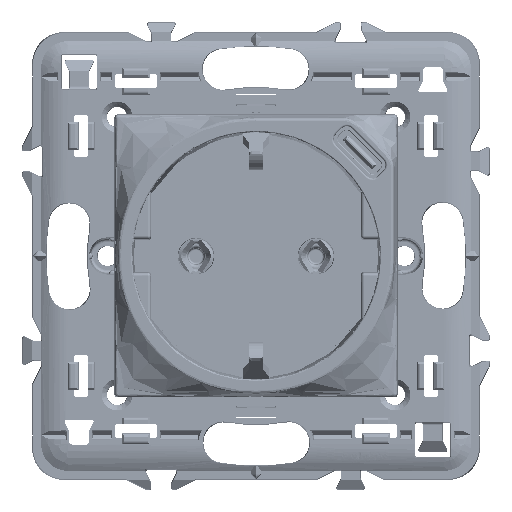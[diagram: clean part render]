
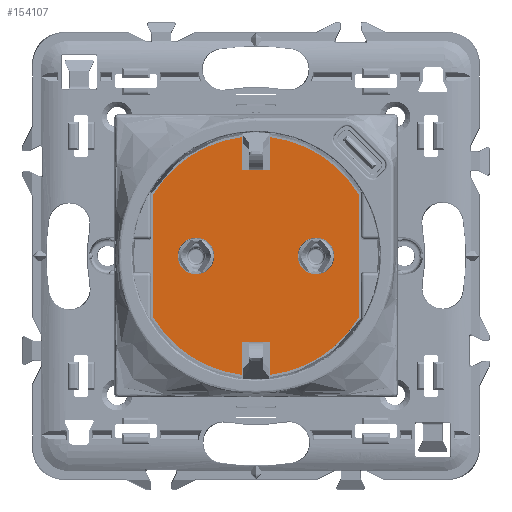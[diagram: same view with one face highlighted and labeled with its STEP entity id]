
A CAD part, top view. The second image highlights one B-rep face of the part: STEP entity #154107.
In plain terms, the highlighted planar face has unit normal (0, 0, 1).
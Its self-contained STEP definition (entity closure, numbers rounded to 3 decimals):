
#153647=AXIS2_PLACEMENT_3D('Circle Axis2P3D',#153645,#153646,$) ;
#153766=AXIS2_PLACEMENT_3D('Circle Axis2P3D',#153764,#153765,$) ;
#153828=AXIS2_PLACEMENT_3D('Circle Axis2P3D',#153826,#153827,$) ;
#153928=AXIS2_PLACEMENT_3D('Circle Axis2P3D',#153926,#153927,$) ;
#153945=AXIS2_PLACEMENT_3D('Circle Axis2P3D',#153943,#153944,$) ;
#153980=AXIS2_PLACEMENT_3D('Circle Axis2P3D',#153978,#153979,$) ;
#154002=AXIS2_PLACEMENT_3D('Circle Axis2P3D',#154000,#154001,$) ;
#154037=AXIS2_PLACEMENT_3D('Circle Axis2P3D',#154035,#154036,$) ;
#154083=AXIS2_PLACEMENT_3D('Plane Axis2P3D',#154080,#154081,#154082) ;
#153597=CARTESIAN_POINT('Vertex',(-16.25,9.749,0.3)) ;
#153611=CARTESIAN_POINT('Vertex',(-16.25,-9.749,0.3)) ;
#153614=CARTESIAN_POINT('Line Origine',(-16.25,0.,0.3)) ;
#153642=CARTESIAN_POINT('Vertex',(-2.25,-18.816,0.3)) ;
#153645=CARTESIAN_POINT('Axis2P3D Location',(0.,0.,0.3)) ;
#153673=CARTESIAN_POINT('Vertex',(-2.25,-13.6,0.3)) ;
#153676=CARTESIAN_POINT('Line Origine',(-2.25,-16.208,0.3)) ;
#153704=CARTESIAN_POINT('Vertex',(2.25,-13.6,0.3)) ;
#153707=CARTESIAN_POINT('Line Origine',(0.,-13.6,0.3)) ;
#153735=CARTESIAN_POINT('Vertex',(2.25,-18.816,0.3)) ;
#153738=CARTESIAN_POINT('Line Origine',(2.25,-16.208,0.3)) ;
#153761=CARTESIAN_POINT('Vertex',(16.25,-9.749,0.3)) ;
#153764=CARTESIAN_POINT('Axis2P3D Location',(0.,0.,0.3)) ;
#153792=CARTESIAN_POINT('Vertex',(16.25,9.749,0.3)) ;
#153795=CARTESIAN_POINT('Line Origine',(16.25,0.,0.3)) ;
#153823=CARTESIAN_POINT('Vertex',(2.25,18.816,0.3)) ;
#153826=CARTESIAN_POINT('Axis2P3D Location',(0.,0.,0.3)) ;
#153849=CARTESIAN_POINT('Vertex',(2.25,13.6,0.3)) ;
#153852=CARTESIAN_POINT('Line Origine',(2.25,16.208,0.3)) ;
#153880=CARTESIAN_POINT('Vertex',(-2.25,13.6,0.3)) ;
#153883=CARTESIAN_POINT('Line Origine',(0.,13.6,0.3)) ;
#153906=CARTESIAN_POINT('Vertex',(-2.25,18.816,0.3)) ;
#153909=CARTESIAN_POINT('Line Origine',(-2.25,16.208,0.3)) ;
#153926=CARTESIAN_POINT('Axis2P3D Location',(0.,0.,0.3)) ;
#153943=CARTESIAN_POINT('Axis2P3D Location',(-9.5,0.,0.3)) ;
#153947=CARTESIAN_POINT('Vertex',(-12.4,0.,0.3)) ;
#153949=CARTESIAN_POINT('Vertex',(-6.6,0.,0.3)) ;
#153978=CARTESIAN_POINT('Axis2P3D Location',(-9.5,0.,0.3)) ;
#154000=CARTESIAN_POINT('Axis2P3D Location',(9.5,0.,0.3)) ;
#154004=CARTESIAN_POINT('Vertex',(6.6,0.,0.3)) ;
#154006=CARTESIAN_POINT('Vertex',(12.4,0.,0.3)) ;
#154035=CARTESIAN_POINT('Axis2P3D Location',(9.5,0.,0.3)) ;
#154080=CARTESIAN_POINT('Axis2P3D Location',(0.,0.,0.3)) ;
#153615=DIRECTION('Vector Direction',(0.,-1.,0.)) ;
#153646=DIRECTION('Axis2P3D Direction',(0.,0.,1.)) ;
#153677=DIRECTION('Vector Direction',(0.,1.,0.)) ;
#153708=DIRECTION('Vector Direction',(1.,0.,0.)) ;
#153739=DIRECTION('Vector Direction',(0.,-1.,0.)) ;
#153765=DIRECTION('Axis2P3D Direction',(0.,0.,1.)) ;
#153796=DIRECTION('Vector Direction',(0.,1.,0.)) ;
#153827=DIRECTION('Axis2P3D Direction',(0.,0.,1.)) ;
#153853=DIRECTION('Vector Direction',(0.,1.,0.)) ;
#153884=DIRECTION('Vector Direction',(1.,0.,0.)) ;
#153910=DIRECTION('Vector Direction',(0.,-1.,0.)) ;
#153927=DIRECTION('Axis2P3D Direction',(0.,0.,1.)) ;
#153944=DIRECTION('Axis2P3D Direction',(0.,0.,1.)) ;
#153979=DIRECTION('Axis2P3D Direction',(0.,0.,1.)) ;
#154001=DIRECTION('Axis2P3D Direction',(0.,0.,1.)) ;
#154036=DIRECTION('Axis2P3D Direction',(0.,0.,1.)) ;
#154081=DIRECTION('Axis2P3D Direction',(0.,0.,1.)) ;
#154082=DIRECTION('Axis2P3D XDirection',(1.,0.,0.)) ;
#153616=VECTOR('Line Direction',#153615,1.) ;
#153678=VECTOR('Line Direction',#153677,1.) ;
#153709=VECTOR('Line Direction',#153708,1.) ;
#153740=VECTOR('Line Direction',#153739,1.) ;
#153797=VECTOR('Line Direction',#153796,1.) ;
#153854=VECTOR('Line Direction',#153853,1.) ;
#153885=VECTOR('Line Direction',#153884,1.) ;
#153911=VECTOR('Line Direction',#153910,1.) ;
#154086=ORIENTED_EDGE('',*,*,#153618,.T.) ;
#154087=ORIENTED_EDGE('',*,*,#153649,.T.) ;
#154088=ORIENTED_EDGE('',*,*,#153680,.T.) ;
#154089=ORIENTED_EDGE('',*,*,#153711,.T.) ;
#154090=ORIENTED_EDGE('',*,*,#153742,.T.) ;
#154091=ORIENTED_EDGE('',*,*,#153768,.T.) ;
#154092=ORIENTED_EDGE('',*,*,#153799,.T.) ;
#154093=ORIENTED_EDGE('',*,*,#153830,.T.) ;
#154094=ORIENTED_EDGE('',*,*,#153856,.T.) ;
#154095=ORIENTED_EDGE('',*,*,#153887,.T.) ;
#154096=ORIENTED_EDGE('',*,*,#153913,.T.) ;
#154097=ORIENTED_EDGE('',*,*,#153930,.T.) ;
#154100=ORIENTED_EDGE('',*,*,#153951,.F.) ;
#154101=ORIENTED_EDGE('',*,*,#153982,.F.) ;
#154104=ORIENTED_EDGE('',*,*,#154008,.F.) ;
#154105=ORIENTED_EDGE('',*,*,#154039,.F.) ;
#154102=FACE_BOUND('',#154099,.T.) ;
#154106=FACE_BOUND('',#154103,.T.) ;
#154107=ADVANCED_FACE('Corps principal',(#154098,#154102,#154106),#154084,.T.) ;
#153648=CIRCLE('generated circle',#153647,18.95) ;
#153767=CIRCLE('generated circle',#153766,18.95) ;
#153829=CIRCLE('generated circle',#153828,18.95) ;
#153929=CIRCLE('generated circle',#153928,18.95) ;
#153946=CIRCLE('generated circle',#153945,2.9) ;
#153981=CIRCLE('generated circle',#153980,2.9) ;
#154003=CIRCLE('generated circle',#154002,2.9) ;
#154038=CIRCLE('generated circle',#154037,2.9) ;
#153618=EDGE_CURVE('',#153598,#153612,#153617,.T.) ;
#153649=EDGE_CURVE('',#153612,#153643,#153648,.T.) ;
#153680=EDGE_CURVE('',#153643,#153674,#153679,.T.) ;
#153711=EDGE_CURVE('',#153674,#153705,#153710,.T.) ;
#153742=EDGE_CURVE('',#153705,#153736,#153741,.T.) ;
#153768=EDGE_CURVE('',#153736,#153762,#153767,.T.) ;
#153799=EDGE_CURVE('',#153762,#153793,#153798,.T.) ;
#153830=EDGE_CURVE('',#153793,#153824,#153829,.T.) ;
#153856=EDGE_CURVE('',#153824,#153850,#153855,.F.) ;
#153887=EDGE_CURVE('',#153850,#153881,#153886,.F.) ;
#153913=EDGE_CURVE('',#153881,#153907,#153912,.F.) ;
#153930=EDGE_CURVE('',#153907,#153598,#153929,.T.) ;
#153951=EDGE_CURVE('',#153948,#153950,#153946,.T.) ;
#153982=EDGE_CURVE('',#153950,#153948,#153981,.T.) ;
#154008=EDGE_CURVE('',#154005,#154007,#154003,.T.) ;
#154039=EDGE_CURVE('',#154007,#154005,#154038,.T.) ;
#154085=EDGE_LOOP('',(#154086,#154087,#154088,#154089,#154090,#154091,#154092,#154093,#154094,#154095,#154096,#154097)) ;
#154099=EDGE_LOOP('',(#154100,#154101)) ;
#154103=EDGE_LOOP('',(#154104,#154105)) ;
#154098=FACE_OUTER_BOUND('',#154085,.T.) ;
#153617=LINE('Line',#153614,#153616) ;
#153679=LINE('Line',#153676,#153678) ;
#153710=LINE('Line',#153707,#153709) ;
#153741=LINE('Line',#153738,#153740) ;
#153798=LINE('Line',#153795,#153797) ;
#153855=LINE('Line',#153852,#153854) ;
#153886=LINE('Line',#153883,#153885) ;
#153912=LINE('Line',#153909,#153911) ;
#154084=PLANE('',#154083) ;
#153598=VERTEX_POINT('',#153597) ;
#153612=VERTEX_POINT('',#153611) ;
#153643=VERTEX_POINT('',#153642) ;
#153674=VERTEX_POINT('',#153673) ;
#153705=VERTEX_POINT('',#153704) ;
#153736=VERTEX_POINT('',#153735) ;
#153762=VERTEX_POINT('',#153761) ;
#153793=VERTEX_POINT('',#153792) ;
#153824=VERTEX_POINT('',#153823) ;
#153850=VERTEX_POINT('',#153849) ;
#153881=VERTEX_POINT('',#153880) ;
#153907=VERTEX_POINT('',#153906) ;
#153948=VERTEX_POINT('',#153947) ;
#153950=VERTEX_POINT('',#153949) ;
#154005=VERTEX_POINT('',#154004) ;
#154007=VERTEX_POINT('',#154006) ;
